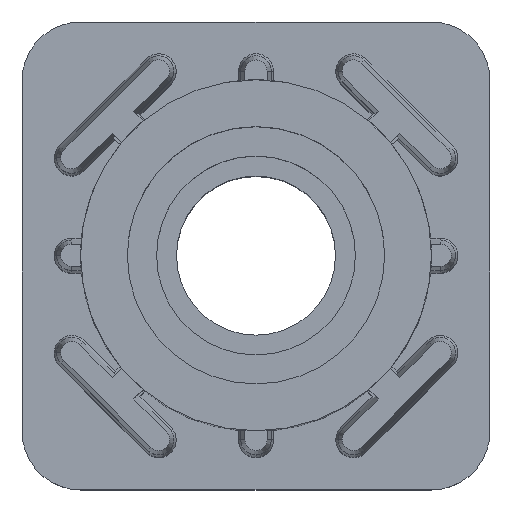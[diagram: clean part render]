
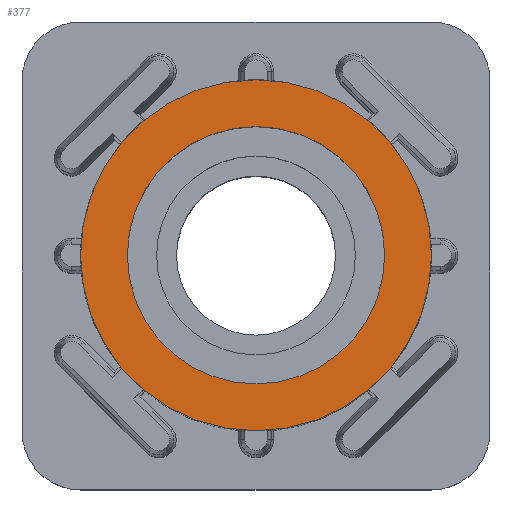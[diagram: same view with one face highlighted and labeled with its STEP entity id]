
A CAD part, top view. The second image highlights one B-rep face of the part: STEP entity #377.
In plain terms, the highlighted planar face has unit normal (0, 0, 1).
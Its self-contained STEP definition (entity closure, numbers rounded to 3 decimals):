
#377 = ADVANCED_FACE ( 'NONE', ( #4047, #3979 ), #4255, .T. ) ;
#1207 = DIRECTION ( 'NONE',  ( 1., 0., 0. ) ) ;
#1216 = DIRECTION ( 'NONE',  ( 0., 0., 1. ) ) ;
#1229 = CARTESIAN_POINT ( 'NONE',  ( 0., 0., 43. ) ) ;
#1458 = CIRCLE ( 'NONE', #4754, 15. ) ;
#1672 = EDGE_CURVE ( 'NONE', #3345, #2406, #1458, .T. ) ;
#1858 = EDGE_CURVE ( 'NONE', #4493, #4773, #5541, .T. ) ;
#2204 = EDGE_CURVE ( 'NONE', #4773, #4493, #3320, .T. ) ;
#2406 = VERTEX_POINT ( 'NONE', #3578 ) ;
#3209 = DIRECTION ( 'NONE',  ( 1., 0., 0. ) ) ;
#3233 = DIRECTION ( 'NONE',  ( 0., 0., 1. ) ) ;
#3242 = CARTESIAN_POINT ( 'NONE',  ( 0., 0., 43. ) ) ;
#3320 = CIRCLE ( 'NONE', #4142, 11. ) ;
#3345 = VERTEX_POINT ( 'NONE', #5838 ) ;
#3432 = AXIS2_PLACEMENT_3D ( 'NONE', #3242, #3233, #3209 ) ;
#3578 = CARTESIAN_POINT ( 'NONE',  ( -15., 0., 43. ) ) ;
#3648 = DIRECTION ( 'NONE',  ( 1., 0., 0. ) ) ;
#3675 = DIRECTION ( 'NONE',  ( 0., 0., 1. ) ) ;
#3696 = CARTESIAN_POINT ( 'NONE',  ( 0., 0., 43. ) ) ;
#3698 = EDGE_LOOP ( 'NONE', ( #5374, #5595 ) ) ;
#3859 = CIRCLE ( 'NONE', #3432, 15. ) ;
#3979 = FACE_OUTER_BOUND ( 'NONE', #3698, .T. ) ;
#3984 = CARTESIAN_POINT ( 'NONE',  ( 11., 0., 43. ) ) ;
#4047 = FACE_BOUND ( 'NONE', #5837, .T. ) ;
#4062 = EDGE_CURVE ( 'NONE', #2406, #3345, #3859, .T. ) ;
#4142 = AXIS2_PLACEMENT_3D ( 'NONE', #5195, #5185, #5178 ) ;
#4161 = DIRECTION ( 'NONE',  ( 1., 0., 0. ) ) ;
#4180 = DIRECTION ( 'NONE',  ( 0., 0., 1. ) ) ;
#4202 = CARTESIAN_POINT ( 'NONE',  ( 0., 0., 43. ) ) ;
#4255 = PLANE ( 'NONE',  #5669 ) ;
#4493 = VERTEX_POINT ( 'NONE', #3984 ) ;
#4565 = AXIS2_PLACEMENT_3D ( 'NONE', #1229, #1216, #1207 ) ;
#4754 = AXIS2_PLACEMENT_3D ( 'NONE', #3696, #3675, #3648 ) ;
#4773 = VERTEX_POINT ( 'NONE', #5805 ) ;
#5060 = ORIENTED_EDGE ( 'NONE', *, *, #2204, .F. ) ;
#5178 = DIRECTION ( 'NONE',  ( 1., 0., 0. ) ) ;
#5185 = DIRECTION ( 'NONE',  ( 0., 0., 1. ) ) ;
#5195 = CARTESIAN_POINT ( 'NONE',  ( 0., 0., 43. ) ) ;
#5238 = ORIENTED_EDGE ( 'NONE', *, *, #1858, .F. ) ;
#5374 = ORIENTED_EDGE ( 'NONE', *, *, #4062, .T. ) ;
#5541 = CIRCLE ( 'NONE', #4565, 11. ) ;
#5595 = ORIENTED_EDGE ( 'NONE', *, *, #1672, .T. ) ;
#5669 = AXIS2_PLACEMENT_3D ( 'NONE', #4202, #4180, #4161 ) ;
#5805 = CARTESIAN_POINT ( 'NONE',  ( -11., 0., 43. ) ) ;
#5837 = EDGE_LOOP ( 'NONE', ( #5060, #5238 ) ) ;
#5838 = CARTESIAN_POINT ( 'NONE',  ( 15., 0., 43. ) ) ;
